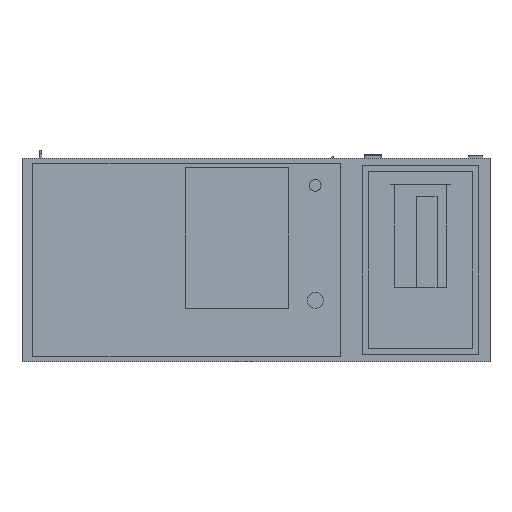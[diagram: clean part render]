
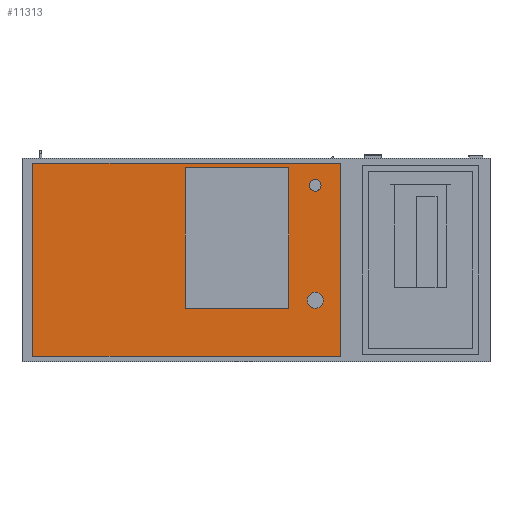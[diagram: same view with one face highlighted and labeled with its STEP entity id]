
A CAD part, front view. The second image highlights one B-rep face of the part: STEP entity #11313.
In plain terms, the highlighted planar face has unit normal (0, -1, 0).
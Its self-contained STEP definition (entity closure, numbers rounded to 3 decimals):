
#633=FACE_OUTER_BOUND('',#1344,.T.);
#1344=EDGE_LOOP('',(#7562,#7563,#7564,#7565));
#2096=LINE('',#16539,#3443);
#2098=LINE('',#16543,#3445);
#2099=LINE('',#16545,#3446);
#2100=LINE('',#16546,#3447);
#3443=VECTOR('',#13189,10.);
#3445=VECTOR('',#13193,10.);
#3446=VECTOR('',#13194,10.);
#3447=VECTOR('',#13195,10.);
#4773=VERTEX_POINT('',#16536);
#4774=VERTEX_POINT('',#16538);
#4775=VERTEX_POINT('',#16542);
#4776=VERTEX_POINT('',#16544);
#5878=EDGE_CURVE('',#4773,#4774,#2096,.T.);
#5880=EDGE_CURVE('',#4775,#4773,#2098,.T.);
#5881=EDGE_CURVE('',#4776,#4775,#2099,.T.);
#5882=EDGE_CURVE('',#4774,#4776,#2100,.T.);
#7562=ORIENTED_EDGE('',*,*,#5880,.F.);
#7563=ORIENTED_EDGE('',*,*,#5881,.F.);
#7564=ORIENTED_EDGE('',*,*,#5882,.F.);
#7565=ORIENTED_EDGE('',*,*,#5878,.F.);
#10746=PLANE('',#12119);
#11313=ADVANCED_FACE('',(#633),#10746,.T.);
#12119=AXIS2_PLACEMENT_3D('',#16541,#13191,#13192);
#13189=DIRECTION('',(0.,0.,1.));
#13191=DIRECTION('center_axis',(0.,-1.,0.));
#13192=DIRECTION('ref_axis',(0.,0.,-1.));
#13193=DIRECTION('',(-1.,0.,0.));
#13194=DIRECTION('',(0.,0.,-1.));
#13195=DIRECTION('',(1.,0.,0.));
#16536=CARTESIAN_POINT('',(-525.,-185.,-330.));
#16538=CARTESIAN_POINT('',(-525.,-185.,330.));
#16539=CARTESIAN_POINT('',(-525.,-185.,330.));
#16541=CARTESIAN_POINT('Origin',(0.,-185.,330.));
#16542=CARTESIAN_POINT('',(525.,-185.,-330.));
#16543=CARTESIAN_POINT('',(0.,-185.,-330.));
#16544=CARTESIAN_POINT('',(525.,-185.,330.));
#16545=CARTESIAN_POINT('',(525.,-185.,330.));
#16546=CARTESIAN_POINT('',(0.,-185.,330.));
